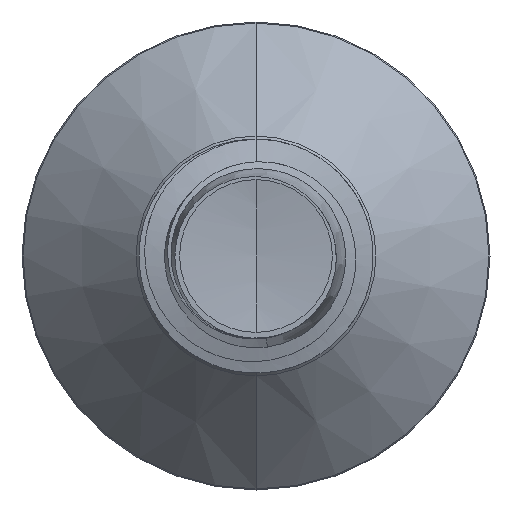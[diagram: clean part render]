
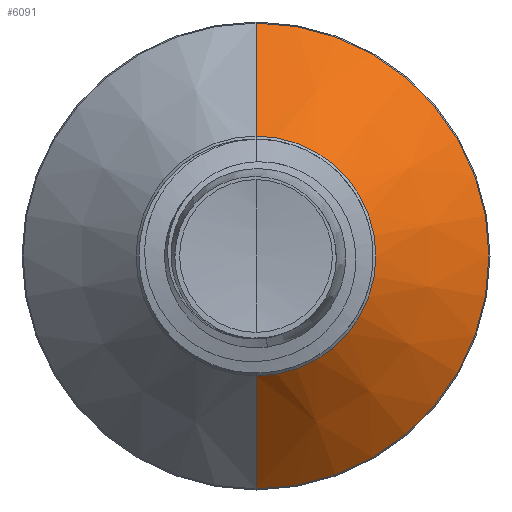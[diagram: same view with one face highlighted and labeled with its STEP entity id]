
A CAD part, front view. The second image highlights one B-rep face of the part: STEP entity #6091.
In plain terms, the highlighted conical face has half-angle 45 degrees and reference radius 2.563 mm.
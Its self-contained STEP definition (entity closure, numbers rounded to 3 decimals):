
#872 = FACE_OUTER_BOUND ( 'NONE', #7609, .T. ) ;
#1393 = VECTOR ( 'NONE', #6515, 1000. ) ;
#1617 = VERTEX_POINT ( 'NONE', #8277 ) ;
#1935 = EDGE_CURVE ( 'NONE', #10336, #10111, #4725, .T. ) ;
#2029 = DIRECTION ( 'NONE',  ( 0., 1., 0. ) ) ;
#2549 = CARTESIAN_POINT ( 'NONE',  ( 0., 3.813, 2.563 ) ) ;
#4304 = AXIS2_PLACEMENT_3D ( 'NONE', #8633, #6441, #11849 ) ;
#4381 = CARTESIAN_POINT ( 'NONE',  ( 0., 3.813, -2.563 ) ) ;
#4615 = LINE ( 'NONE', #9622, #1393 ) ;
#4698 = VECTOR ( 'NONE', #11983, 1000. ) ;
#4725 = LINE ( 'NONE', #4381, #4698 ) ;
#4881 = CARTESIAN_POINT ( 'NONE',  ( 0., 3.813, 0. ) ) ;
#4923 = CARTESIAN_POINT ( 'NONE',  ( 0., 6.228, -4.978 ) ) ;
#5473 = EDGE_CURVE ( 'NONE', #11021, #10336, #13775, .T. ) ;
#5848 = ORIENTED_EDGE ( 'NONE', *, *, #1935, .T. ) ;
#5973 = DIRECTION ( 'NONE',  ( 0., 0., 1. ) ) ;
#6091 = ADVANCED_FACE ( 'NONE', ( #872 ), #11748, .T. ) ;
#6441 = DIRECTION ( 'NONE',  ( 0., 1., 0. ) ) ;
#6515 = DIRECTION ( 'NONE',  ( 0., 0.707, 0.707 ) ) ;
#6584 = EDGE_CURVE ( 'NONE', #11021, #1617, #4615, .T. ) ;
#7609 = EDGE_LOOP ( 'NONE', ( #8389, #5848, #8753, #11623 ) ) ;
#8277 = CARTESIAN_POINT ( 'NONE',  ( 0., 6.228, 4.978 ) ) ;
#8389 = ORIENTED_EDGE ( 'NONE', *, *, #5473, .T. ) ;
#8534 = CARTESIAN_POINT ( 'NONE',  ( 0., 6.228, 0. ) ) ;
#8633 = CARTESIAN_POINT ( 'NONE',  ( 0., 3.813, 0. ) ) ;
#8637 = CARTESIAN_POINT ( 'NONE',  ( 0., 3.813, -2.563 ) ) ;
#8753 = ORIENTED_EDGE ( 'NONE', *, *, #10229, .F. ) ;
#9622 = CARTESIAN_POINT ( 'NONE',  ( 0., 3.813, 2.563 ) ) ;
#9645 = DIRECTION ( 'NONE',  ( 0., 0., 1. ) ) ;
#9704 = CIRCLE ( 'NONE', #12632, 4.978 ) ;
#10111 = VERTEX_POINT ( 'NONE', #4923 ) ;
#10229 = EDGE_CURVE ( 'NONE', #1617, #10111, #9704, .T. ) ;
#10336 = VERTEX_POINT ( 'NONE', #8637 ) ;
#11021 = VERTEX_POINT ( 'NONE', #2549 ) ;
#11623 = ORIENTED_EDGE ( 'NONE', *, *, #6584, .F. ) ;
#11748 = CONICAL_SURFACE ( 'NONE', #4304, 2.563, 0.785 ) ;
#11849 = DIRECTION ( 'NONE',  ( 0., 0., 1. ) ) ;
#11855 = AXIS2_PLACEMENT_3D ( 'NONE', #4881, #12467, #5973 ) ;
#11983 = DIRECTION ( 'NONE',  ( 0., 0.707, -0.707 ) ) ;
#12467 = DIRECTION ( 'NONE',  ( 0., 1., 0. ) ) ;
#12632 = AXIS2_PLACEMENT_3D ( 'NONE', #8534, #2029, #9645 ) ;
#13775 = CIRCLE ( 'NONE', #11855, 2.563 ) ;
